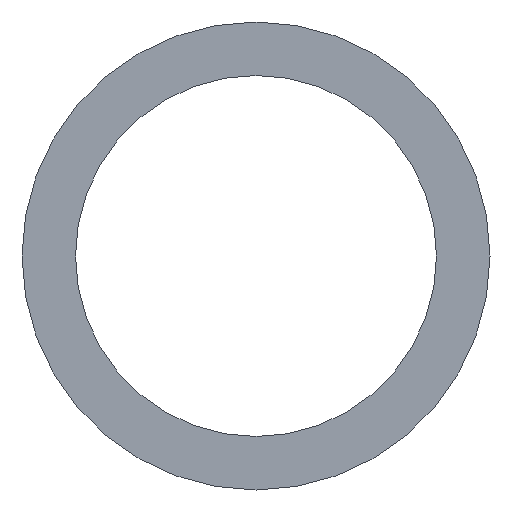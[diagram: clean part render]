
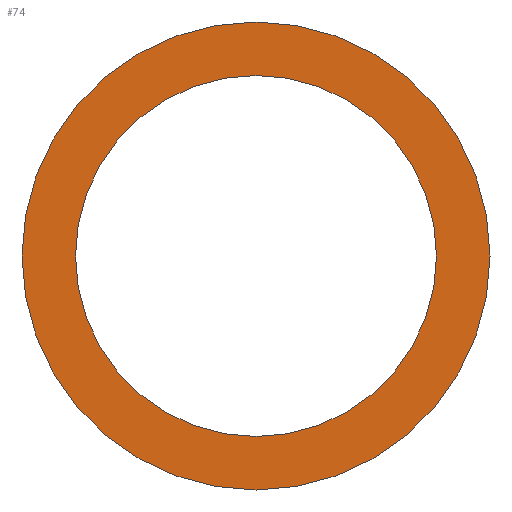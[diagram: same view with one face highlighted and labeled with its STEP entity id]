
A CAD part, front view. The second image highlights one B-rep face of the part: STEP entity #74.
In plain terms, the highlighted planar face has unit normal (0, -1, 0).
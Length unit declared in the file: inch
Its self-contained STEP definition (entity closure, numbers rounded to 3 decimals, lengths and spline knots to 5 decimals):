
#16=FACE_BOUND('',#28,.T.);
#18=PLANE('',#104);
#22=FACE_OUTER_BOUND('',#27,.T.);
#27=EDGE_LOOP('',(#66,#67));
#28=EDGE_LOOP('',(#68));
#34=CIRCLE('',#97,0.135);
#37=CIRCLE('',#101,0.175);
#38=CIRCLE('',#102,0.175);
#40=VERTEX_POINT('',#133);
#43=VERTEX_POINT('',#141);
#44=VERTEX_POINT('',#143);
#47=EDGE_CURVE('',#40,#40,#34,.T.);
#51=EDGE_CURVE('',#43,#44,#37,.T.);
#52=EDGE_CURVE('',#44,#43,#38,.T.);
#66=ORIENTED_EDGE('',*,*,#52,.F.);
#67=ORIENTED_EDGE('',*,*,#51,.F.);
#68=ORIENTED_EDGE('',*,*,#47,.F.);
#74=ADVANCED_FACE('',(#22,#16),#18,.F.);
#97=AXIS2_PLACEMENT_3D('',#135,#112,#113);
#101=AXIS2_PLACEMENT_3D('',#144,#121,#122);
#102=AXIS2_PLACEMENT_3D('',#145,#123,#124);
#104=AXIS2_PLACEMENT_3D('',#147,#127,#128);
#112=DIRECTION('center_axis',(0.,-1.,0.));
#113=DIRECTION('ref_axis',(1.,0.,0.));
#121=DIRECTION('center_axis',(0.,1.,0.));
#122=DIRECTION('ref_axis',(-1.,0.,0.));
#123=DIRECTION('center_axis',(0.,1.,0.));
#124=DIRECTION('ref_axis',(-1.,0.,0.));
#127=DIRECTION('center_axis',(0.,1.,0.));
#128=DIRECTION('ref_axis',(0.,0.,1.));
#133=CARTESIAN_POINT('',(-0.135,0.,0.));
#135=CARTESIAN_POINT('Origin',(0.,0.,0.));
#141=CARTESIAN_POINT('',(0.175,0.,0.));
#143=CARTESIAN_POINT('',(-0.175,0.,0.));
#144=CARTESIAN_POINT('Origin',(0.,0.,0.));
#145=CARTESIAN_POINT('Origin',(0.,0.,0.));
#147=CARTESIAN_POINT('Origin',(0.,0.,0.));
